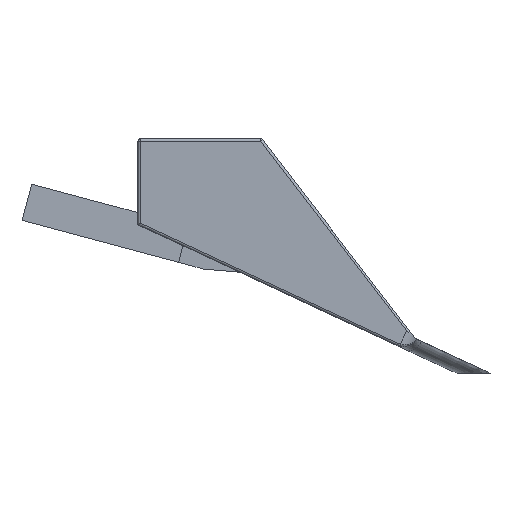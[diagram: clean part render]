
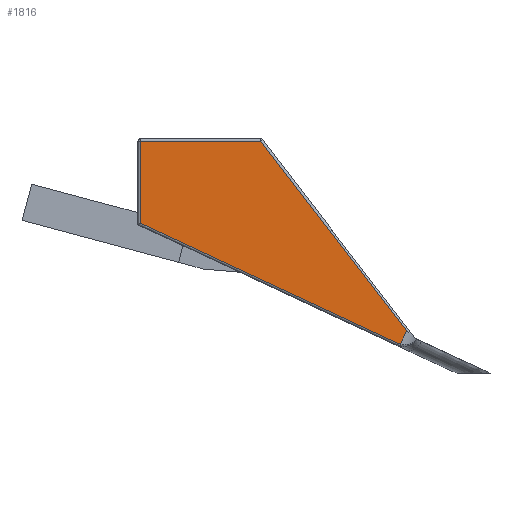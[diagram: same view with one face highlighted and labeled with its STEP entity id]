
A CAD part, left-side view. The second image highlights one B-rep face of the part: STEP entity #1816.
In plain terms, the highlighted planar face has unit normal (-1, 0, 0).
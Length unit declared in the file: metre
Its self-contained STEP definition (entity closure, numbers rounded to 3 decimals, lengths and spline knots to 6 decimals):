
#113=B_SPLINE_CURVE_WITH_KNOTS('',3,(#3059,#3060,#3061,#3062),
 .UNSPECIFIED.,.F.,.F.,(4,4),(0.,0.00118),.UNSPECIFIED.);
#394=ORIENTED_EDGE('',*,*,#919,.T.);
#395=ORIENTED_EDGE('',*,*,#920,.T.);
#396=ORIENTED_EDGE('',*,*,#921,.F.);
#397=ORIENTED_EDGE('',*,*,#922,.F.);
#398=ORIENTED_EDGE('',*,*,#923,.F.);
#399=ORIENTED_EDGE('',*,*,#924,.F.);
#919=EDGE_CURVE('',#1172,#1173,#113,.T.);
#920=EDGE_CURVE('',#1173,#1174,#1321,.F.);
#921=EDGE_CURVE('',#1175,#1174,#1322,.F.);
#922=EDGE_CURVE('',#1176,#1175,#1323,.F.);
#923=EDGE_CURVE('',#1177,#1176,#1324,.T.);
#924=EDGE_CURVE('',#1172,#1177,#1325,.T.);
#1172=VERTEX_POINT('',#3063);
#1173=VERTEX_POINT('',#3064);
#1174=VERTEX_POINT('',#3066);
#1175=VERTEX_POINT('',#3068);
#1176=VERTEX_POINT('',#3070);
#1177=VERTEX_POINT('',#3072);
#1321=LINE('',#3065,#1443);
#1322=LINE('',#3067,#1444);
#1323=LINE('',#3069,#1445);
#1324=LINE('',#3071,#1446);
#1325=LINE('',#3073,#1447);
#1443=VECTOR('',#2352,1.);
#1444=VECTOR('',#2353,1.);
#1445=VECTOR('',#2354,1.);
#1446=VECTOR('',#2355,1.);
#1447=VECTOR('',#2356,1.);
#1546=EDGE_LOOP('',(#394,#395,#396,#397,#398,#399));
#1658=FACE_BOUND('',#1546,.T.);
#1756=PLANE('',#2005);
#1816=ADVANCED_FACE('',(#1658),#1756,.T.);
#2005=AXIS2_PLACEMENT_3D('',#3058,#2350,#2351);
#2350=DIRECTION('',(-1.,0.,0.));
#2351=DIRECTION('',(0.,1.,0.));
#2352=DIRECTION('',(0.,0.423,-0.906));
#2353=DIRECTION('',(0.,0.609,0.793));
#2354=DIRECTION('',(0.,1.,0.));
#2355=DIRECTION('',(0.,0.,1.));
#2356=DIRECTION('',(0.,0.906,0.423));
#3058=CARTESIAN_POINT('',(-0.094,-0.009952,0.054671));
#3059=CARTESIAN_POINT('',(-0.094,-0.061557,0.012809));
#3060=CARTESIAN_POINT('',(-0.094,-0.061916,0.012642));
#3061=CARTESIAN_POINT('',(-0.094,-0.062289,0.012519));
#3062=CARTESIAN_POINT('',(-0.094,-0.062677,0.012439));
#3063=CARTESIAN_POINT('',(-0.094,-0.061557,0.012809));
#3064=CARTESIAN_POINT('',(-0.094,-0.062677,0.012439));
#3065=CARTESIAN_POINT('',(-0.094,-0.064732,0.016846));
#3066=CARTESIAN_POINT('',(-0.094,-0.065301,0.018066));
#3067=CARTESIAN_POINT('',(-0.094,-0.027065,0.067822));
#3068=CARTESIAN_POINT('',(-0.094,-0.003147,0.098946));
#3069=CARTESIAN_POINT('',(-0.094,-0.009952,0.098946));
#3070=CARTESIAN_POINT('',(-0.094,0.048142,0.098946));
#3071=CARTESIAN_POINT('',(-0.094,0.048142,0.054671));
#3072=CARTESIAN_POINT('',(-0.094,0.048142,0.063963));
#3073=CARTESIAN_POINT('',(-0.094,0.04872,0.064232));
